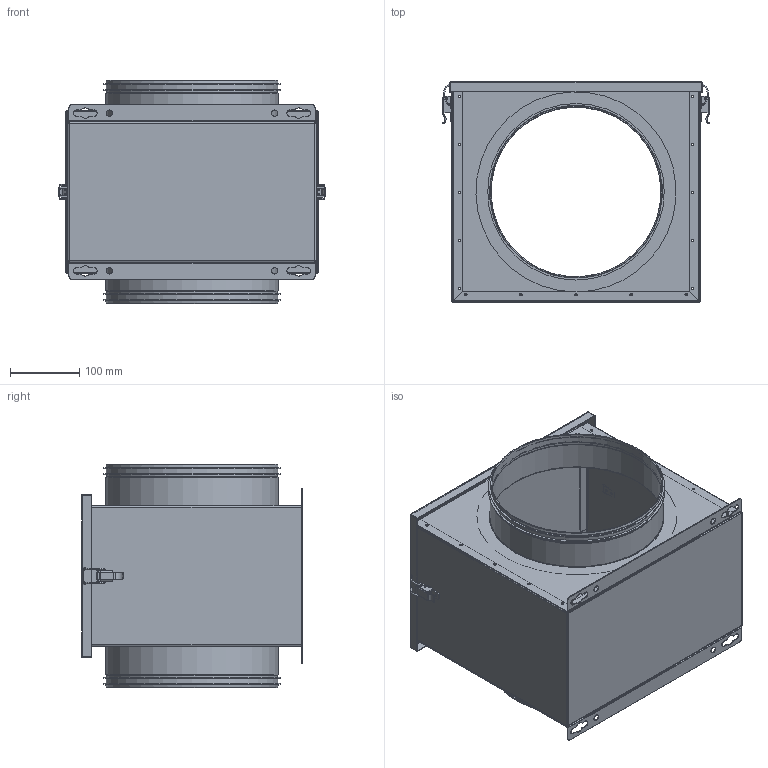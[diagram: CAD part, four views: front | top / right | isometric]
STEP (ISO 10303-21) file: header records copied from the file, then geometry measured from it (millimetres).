
FILE_DESCRIPTION(/* description */ (''),/* implementation_level */ '2;1');
FILE_NAME(/* name */ 'TFE 25.stp',/* time_stamp */ '2024-02-05T14:07:12Z',/* author */ ('matthew'),/* organization */ (''),/* preprocessor_version */ 'ST-DEVELOPER v19',/* originating_system */ 'Autodesk Inventor 2023',/* authorisation */ '');
FILE_SCHEMA (('AUTOMOTIVE_DESIGN { 1 0 10303 214 3 1 1 }'));
Length unit declared in the file: millimetre
Products named in the file (1): TFE 25
Bounding box: 383.4 x 318 x 320.99 mm (x, y, z)
Volume: 581736.8 mm3; surface area: 1143781.4 mm2
Topology: 4 solids, 4 shells, 622 faces, 1486 edges, 906 vertices
Faces by surface type: plane 336, cylinder 240, torus 28, bspline 16, cone 2
Full cylindrical faces by diameter (mm): 2 x12, 2.6 x4, 3.3 x34, 3.5 x30, 9 x4, 244.4 x2, 245.4 x2, 247.4 x2, 248 x2, 249 x2, 252 x2, 254 x4
Entity records: 18978 total; most frequent: CARTESIAN_POINT 3641, DIRECTION 3178, ORIENTED_EDGE 2976, EDGE_CURVE 1488, AXIS2_PLACEMENT_3D 1131, LINE 916, VECTOR 916, VERTEX_POINT 906
